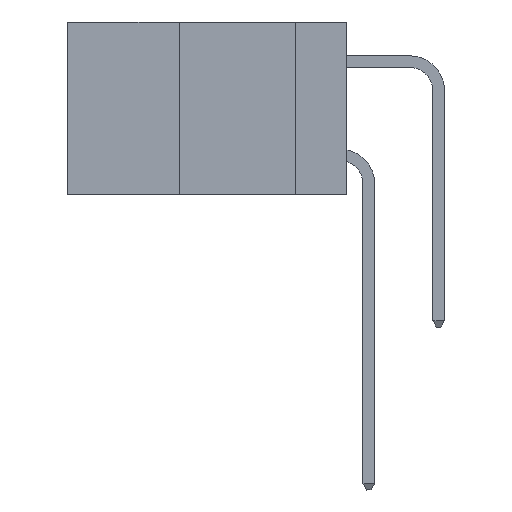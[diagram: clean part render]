
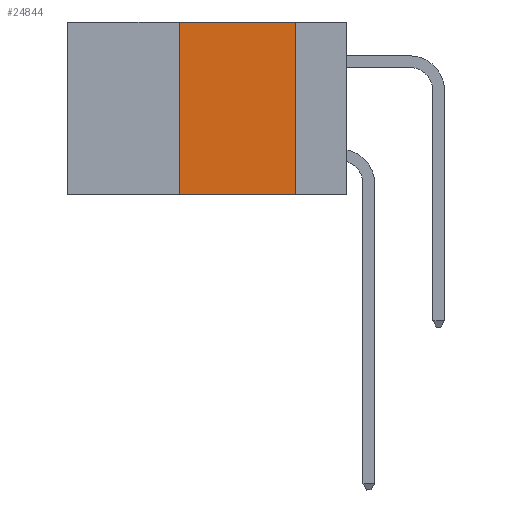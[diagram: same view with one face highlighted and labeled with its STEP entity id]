
A CAD part, left-side view. The second image highlights one B-rep face of the part: STEP entity #24844.
In plain terms, the highlighted planar face has unit normal (-1, 0, 0).
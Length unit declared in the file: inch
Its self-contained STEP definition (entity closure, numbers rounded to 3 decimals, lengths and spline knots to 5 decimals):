
#1902 = LINE ( 'NONE', #16514, #15175 ) ;
#3416 = LINE ( 'NONE', #6525, #7049 ) ;
#3470 = ORIENTED_EDGE ( 'NONE', *, *, #8803, .F. ) ;
#4105 = ORIENTED_EDGE ( 'NONE', *, *, #4252, .T. ) ;
#4252 = EDGE_CURVE ( 'NONE', #12371, #11462, #1902, .T. ) ;
#5101 = CARTESIAN_POINT ( 'NONE',  ( 0., 0.6, 0. ) ) ;
#6525 = CARTESIAN_POINT ( 'NONE',  ( 0., 0.6, 0. ) ) ;
#7049 = VECTOR ( 'NONE', #23180, 39.37008 ) ;
#7134 = DIRECTION ( 'NONE',  ( 0., 0., -1. ) ) ;
#7559 = CARTESIAN_POINT ( 'NONE',  ( 0., 0.36, 0. ) ) ;
#8803 = EDGE_CURVE ( 'NONE', #19792, #24138, #3416, .T. ) ;
#9314 = VECTOR ( 'NONE', #13723, 39.37008 ) ;
#9599 = CARTESIAN_POINT ( 'NONE',  ( 0., 0.36, 0. ) ) ;
#9898 = LINE ( 'NONE', #9599, #9314 ) ;
#10116 = DIRECTION ( 'NONE',  ( 0., -1., 0. ) ) ;
#11458 = FACE_OUTER_BOUND ( 'NONE', #13762, .T. ) ;
#11462 = VERTEX_POINT ( 'NONE', #15863 ) ;
#11997 = CARTESIAN_POINT ( 'NONE',  ( 0., 0.11, 0. ) ) ;
#12371 = VERTEX_POINT ( 'NONE', #21650 ) ;
#12885 = DIRECTION ( 'NONE',  ( 1., 0., 0. ) ) ;
#13669 = LINE ( 'NONE', #11997, #18501 ) ;
#13723 = DIRECTION ( 'NONE',  ( 0., 0., 1. ) ) ;
#13762 = EDGE_LOOP ( 'NONE', ( #16359, #3470, #23552, #4105 ) ) ;
#15021 = EDGE_CURVE ( 'NONE', #12371, #19792, #9898, .T. ) ;
#15175 = VECTOR ( 'NONE', #10116, 39.37008 ) ;
#15863 = CARTESIAN_POINT ( 'NONE',  ( 0., 0.11, -0.37 ) ) ;
#16359 = ORIENTED_EDGE ( 'NONE', *, *, #22442, .F. ) ;
#16493 = PLANE ( 'NONE',  #22297 ) ;
#16514 = CARTESIAN_POINT ( 'NONE',  ( 0., 0.6, -0.37 ) ) ;
#18501 = VECTOR ( 'NONE', #19843, 39.37008 ) ;
#19792 = VERTEX_POINT ( 'NONE', #7559 ) ;
#19843 = DIRECTION ( 'NONE',  ( 0., 0., -1. ) ) ;
#20334 = CARTESIAN_POINT ( 'NONE',  ( 0., 0.11, 0. ) ) ;
#21650 = CARTESIAN_POINT ( 'NONE',  ( 0., 0.36, -0.37 ) ) ;
#22297 = AXIS2_PLACEMENT_3D ( 'NONE', #5101, #12885, #7134 ) ;
#22442 = EDGE_CURVE ( 'NONE', #24138, #11462, #13669, .T. ) ;
#23180 = DIRECTION ( 'NONE',  ( 0., -1., 0. ) ) ;
#23552 = ORIENTED_EDGE ( 'NONE', *, *, #15021, .F. ) ;
#24138 = VERTEX_POINT ( 'NONE', #20334 ) ;
#24844 = ADVANCED_FACE ( 'NONE', ( #11458 ), #16493, .F. ) ;
